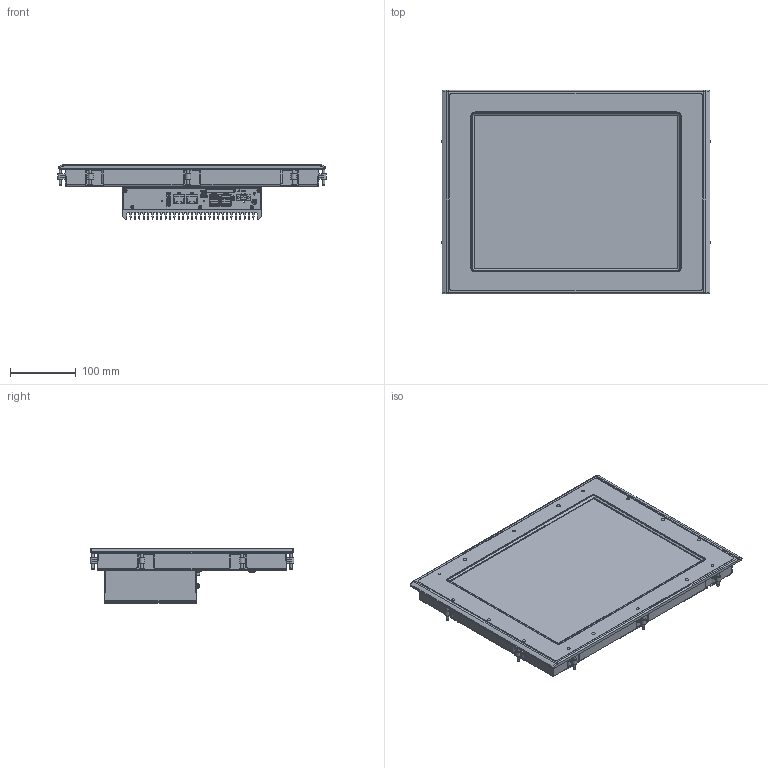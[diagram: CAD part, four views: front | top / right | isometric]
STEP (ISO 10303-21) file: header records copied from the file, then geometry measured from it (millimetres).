
FILE_DESCRIPTION(/* description */ ('OMD15/1024x768/BE1'),/* implementation_level */ '2;1');
FILE_NAME(/* name */ 'M0018072001.stp',/* time_stamp */ '2019-07-25T15:34:59+02:00',/* author */ ('schwendm'),/* organization */ ('2019 Bachmann electronic GmbH'),/* preprocessor_version */ 'ST-DEVELOPER v15.2',/* originating_system */ 'Autodesk Inventor 2014',/* authorisation */ '-');
FILE_SCHEMA (('AUTOMOTIVE_DESIGN { 1 0 10303 214 3 1 1 }'));
Products named in the file (4): M0017975100; M0018065101; M0018056101; M0018072001
Assembly tree (3 placements, depth 2):
  M0018072001
    M0017975100
    M0018065101
    M0018056101
Bounding box: 407 x 309 x 83 mm (x, y, z)
Volume: 3638783.4 mm3; surface area: 1164345.9 mm2
Topology: 83 solids, 83 shells, 4303 faces, 11092 edges, 6952 vertices
Faces by surface type: plane 2112, cylinder 866, cone 493, bspline 461, torus 290, sphere 81
Full cylindrical faces by diameter (mm): 1 x4, 1.57 x1, 2.1 x3, 2.224 x14, 2.46 x1, 2.5 x16, 2.7 x10, 3 x14, 3.2 x10, 3.232 x1, 3.24 x10, 3.242 x1, 3.775 x1, 4 x11, 4.2 x11, 4.22 x10, 4.25 x8, 4.3 x20, 4.7 x14, 5 x24, 5.186 x1, 5.2 x1, 5.3 x10, 5.38 x1, 5.4 x7, 7.95 x1, 8 x30, 9 x10
Entity records: 137415 total; most frequent: CARTESIAN_POINT 34321, ORIENTED_EDGE 20656, DIRECTION 19129, EDGE_CURVE 10328, VERTEX_POINT 6845, AXIS2_PLACEMENT_3D 6734, LINE 5661, VECTOR 5661
